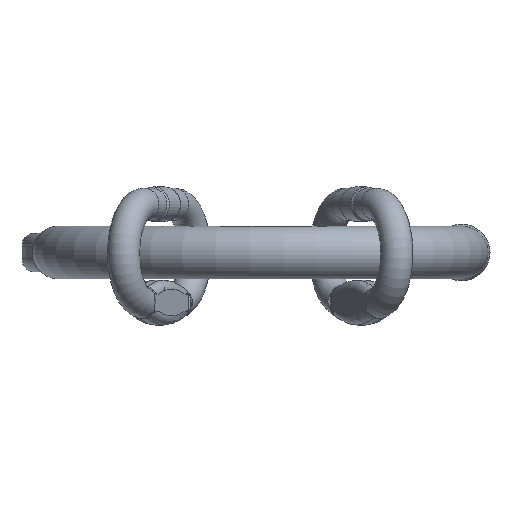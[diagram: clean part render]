
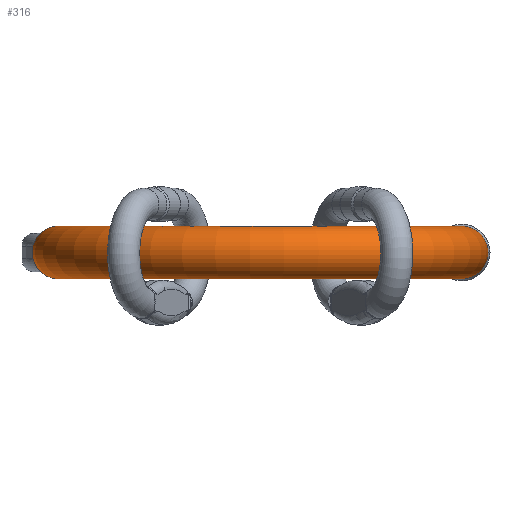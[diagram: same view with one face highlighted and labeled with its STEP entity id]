
A CAD part, front view. The second image highlights one B-rep face of the part: STEP entity #316.
In plain terms, the highlighted toroidal (fillet/blend) face has major radius 103.5 mm and minor radius 13.5 mm.
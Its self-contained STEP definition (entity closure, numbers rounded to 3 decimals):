
#286=TOROIDAL_SURFACE('',#2449,103.5,13.5);
#316=ADVANCED_FACE('',(#756,#757),#286,.T.);
#756=FACE_BOUND('',#796,.T.);
#757=FACE_BOUND('',#797,.T.);
#796=EDGE_LOOP('',(#1006));
#797=EDGE_LOOP('',(#1007));
#1006=ORIENTED_EDGE('',*,*,#1920,.T.);
#1007=ORIENTED_EDGE('',*,*,#1958,.F.);
#1688=VERTEX_POINT('',#3180);
#1726=VERTEX_POINT('',#3438);
#1920=EDGE_CURVE('',#1688,#1688,#2282,.T.);
#1958=EDGE_CURVE('',#1726,#1726,#2284,.T.);
#2282=CIRCLE('',#2431,13.5);
#2284=CIRCLE('',#2443,13.5);
#2431=AXIS2_PLACEMENT_3D('',#3179,#2668,#2669);
#2443=AXIS2_PLACEMENT_3D('',#3437,#2700,#2701);
#2449=AXIS2_PLACEMENT_3D('',#3447,#2712,#2713);
#2668=DIRECTION('',(0.,-1.,0.));
#2669=DIRECTION('',(1.,0.,0.));
#2700=DIRECTION('',(0.,1.,0.));
#2701=DIRECTION('',(-1.,0.,0.));
#2712=DIRECTION('',(0.,0.,1.));
#2713=DIRECTION('',(1.,0.,0.));
#3179=CARTESIAN_POINT('',(-103.5,-80.,0.));
#3180=CARTESIAN_POINT('',(-90.,-80.,0.));
#3437=CARTESIAN_POINT('',(103.5,-80.,0.));
#3438=CARTESIAN_POINT('',(90.,-80.,0.));
#3447=CARTESIAN_POINT('',(0.,-80.,0.));
